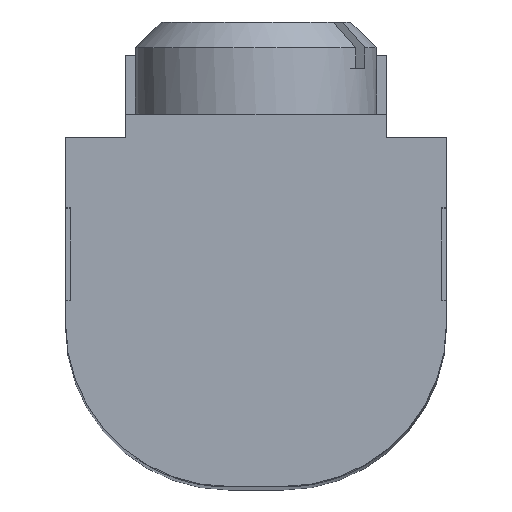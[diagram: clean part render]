
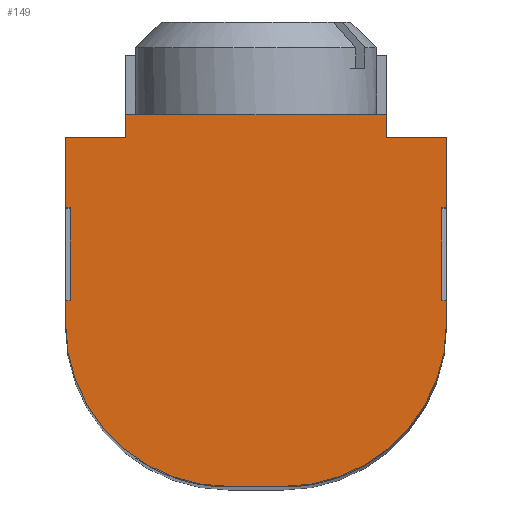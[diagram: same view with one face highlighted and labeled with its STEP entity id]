
A CAD part, top view. The second image highlights one B-rep face of the part: STEP entity #149.
In plain terms, the highlighted planar face has unit normal (0, 0, 1).
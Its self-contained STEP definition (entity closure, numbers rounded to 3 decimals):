
#149 = ADVANCED_FACE( '', ( #221 ), #222, .T. );
#221 = FACE_OUTER_BOUND( '', #327, .T. );
#222 = PLANE( '', #328 );
#327 = EDGE_LOOP( '', ( #525, #526, #527, #528, #529, #530, #531, #532, #533, #534, #535, #536, #537, #538, #539, #540, #541, #542 ) );
#328 = AXIS2_PLACEMENT_3D( '', #543, #544, #545 );
#525 = ORIENTED_EDGE( '', *, *, #850, .F. );
#526 = ORIENTED_EDGE( '', *, *, #851, .T. );
#527 = ORIENTED_EDGE( '', *, *, #852, .T. );
#528 = ORIENTED_EDGE( '', *, *, #853, .T. );
#529 = ORIENTED_EDGE( '', *, *, #836, .T. );
#530 = ORIENTED_EDGE( '', *, *, #854, .T. );
#531 = ORIENTED_EDGE( '', *, *, #855, .T. );
#532 = ORIENTED_EDGE( '', *, *, #856, .T. );
#533 = ORIENTED_EDGE( '', *, *, #857, .F. );
#534 = ORIENTED_EDGE( '', *, *, #858, .F. );
#535 = ORIENTED_EDGE( '', *, *, #859, .F. );
#536 = ORIENTED_EDGE( '', *, *, #860, .T. );
#537 = ORIENTED_EDGE( '', *, *, #861, .T. );
#538 = ORIENTED_EDGE( '', *, *, #862, .T. );
#539 = ORIENTED_EDGE( '', *, *, #863, .T. );
#540 = ORIENTED_EDGE( '', *, *, #864, .T. );
#541 = ORIENTED_EDGE( '', *, *, #865, .F. );
#542 = ORIENTED_EDGE( '', *, *, #866, .F. );
#543 = CARTESIAN_POINT( '', ( -0.3, -0.25, 0. ) );
#544 = DIRECTION( '', ( 0., 0., 1. ) );
#545 = DIRECTION( '', ( 1., 0., 0. ) );
#836 = EDGE_CURVE( '', #999, #997, #1000, .T. );
#850 = EDGE_CURVE( '', #1026, #1027, #1028, .T. );
#851 = EDGE_CURVE( '', #1026, #1029, #1030, .T. );
#852 = EDGE_CURVE( '', #1029, #1031, #1032, .T. );
#853 = EDGE_CURVE( '', #1031, #999, #1033, .T. );
#854 = EDGE_CURVE( '', #997, #1034, #1035, .T. );
#855 = EDGE_CURVE( '', #1034, #1036, #1037, .T. );
#856 = EDGE_CURVE( '', #1036, #1038, #1039, .T. );
#857 = EDGE_CURVE( '', #1040, #1038, #1041, .T. );
#858 = EDGE_CURVE( '', #1042, #1040, #1043, .T. );
#859 = EDGE_CURVE( '', #1044, #1042, #1045, .T. );
#860 = EDGE_CURVE( '', #1044, #1046, #1047, .T. );
#861 = EDGE_CURVE( '', #1046, #1048, #1049, .T. );
#862 = EDGE_CURVE( '', #1048, #1050, #1051, .T. );
#863 = EDGE_CURVE( '', #1050, #1052, #1053, .T. );
#864 = EDGE_CURVE( '', #1052, #1054, #1055, .T. );
#865 = EDGE_CURVE( '', #1056, #1054, #1057, .T. );
#866 = EDGE_CURVE( '', #1027, #1056, #1058, .T. );
#997 = VERTEX_POINT( '', #1263 );
#999 = VERTEX_POINT( '', #1266 );
#1000 = LINE( '', #1267, #1268 );
#1026 = VERTEX_POINT( '', #1303 );
#1027 = VERTEX_POINT( '', #1304 );
#1028 = LINE( '', #1305, #1306 );
#1029 = VERTEX_POINT( '', #1307 );
#1030 = LINE( '', #1308, #1309 );
#1031 = VERTEX_POINT( '', #1310 );
#1032 = LINE( '', #1311, #1312 );
#1033 = LINE( '', #1313, #1314 );
#1034 = VERTEX_POINT( '', #1315 );
#1035 = LINE( '', #1316, #1317 );
#1036 = VERTEX_POINT( '', #1318 );
#1037 = LINE( '', #1319, #1320 );
#1038 = VERTEX_POINT( '', #1321 );
#1039 = LINE( '', #1322, #1323 );
#1040 = VERTEX_POINT( '', #1324 );
#1041 = LINE( '', #1325, #1326 );
#1042 = VERTEX_POINT( '', #1327 );
#1043 = LINE( '', #1328, #1329 );
#1044 = VERTEX_POINT( '', #1330 );
#1045 = LINE( '', #1331, #1332 );
#1046 = VERTEX_POINT( '', #1333 );
#1047 = LINE( '', #1334, #1335 );
#1048 = VERTEX_POINT( '', #1336 );
#1049 = CIRCLE( '', #1337, 1.75 );
#1050 = VERTEX_POINT( '', #1338 );
#1051 = LINE( '', #1339, #1340 );
#1052 = VERTEX_POINT( '', #1341 );
#1053 = CIRCLE( '', #1342, 1.75 );
#1054 = VERTEX_POINT( '', #1343 );
#1055 = LINE( '', #1344, #1345 );
#1056 = VERTEX_POINT( '', #1346 );
#1057 = LINE( '', #1347, #1348 );
#1058 = LINE( '', #1349, #1350 );
#1263 = CARTESIAN_POINT( '', ( -1.4, 2., 0. ) );
#1266 = CARTESIAN_POINT( '', ( 1.4, 2., 0. ) );
#1267 = CARTESIAN_POINT( '', ( -0.3, 2., 0. ) );
#1268 = VECTOR( '', #1558, 1000. );
#1303 = CARTESIAN_POINT( '', ( 2.05, 1., 0. ) );
#1304 = CARTESIAN_POINT( '', ( 2., 1., 0. ) );
#1305 = CARTESIAN_POINT( '', ( 3.5, 1., 0. ) );
#1306 = VECTOR( '', #1580, 1000. );
#1307 = CARTESIAN_POINT( '', ( 2.05, 1.75, 0. ) );
#1308 = CARTESIAN_POINT( '', ( 2.05, -0.25, 0. ) );
#1309 = VECTOR( '', #1581, 1000. );
#1310 = CARTESIAN_POINT( '', ( 1.4, 1.75, 0. ) );
#1311 = CARTESIAN_POINT( '', ( 2.05, 1.75, 0. ) );
#1312 = VECTOR( '', #1582, 1000. );
#1313 = CARTESIAN_POINT( '', ( 1.4, 1.75, 0. ) );
#1314 = VECTOR( '', #1583, 1000. );
#1315 = CARTESIAN_POINT( '', ( -1.4, 1.75, 0. ) );
#1316 = CARTESIAN_POINT( '', ( -1.4, 2.65, 0. ) );
#1317 = VECTOR( '', #1584, 1000. );
#1318 = CARTESIAN_POINT( '', ( -2.05, 1.75, 0. ) );
#1319 = CARTESIAN_POINT( '', ( -1.4, 1.75, 0. ) );
#1320 = VECTOR( '', #1585, 1000. );
#1321 = CARTESIAN_POINT( '', ( -2.05, 1., 0. ) );
#1322 = CARTESIAN_POINT( '', ( -2.05, 1.75, 0. ) );
#1323 = VECTOR( '', #1586, 1000. );
#1324 = CARTESIAN_POINT( '', ( -2., 1., 0. ) );
#1325 = CARTESIAN_POINT( '', ( -2., 1., 0. ) );
#1326 = VECTOR( '', #1587, 1000. );
#1327 = CARTESIAN_POINT( '', ( -2., 0., 0. ) );
#1328 = CARTESIAN_POINT( '', ( -2., 0., 0. ) );
#1329 = VECTOR( '', #1588, 1000. );
#1330 = CARTESIAN_POINT( '', ( -2.05, 0., 0. ) );
#1331 = CARTESIAN_POINT( '', ( -2.5, 0., 0. ) );
#1332 = VECTOR( '', #1589, 1000. );
#1333 = CARTESIAN_POINT( '', ( -2.05, -0.25, 0. ) );
#1334 = CARTESIAN_POINT( '', ( -2.05, 1.75, 0. ) );
#1335 = VECTOR( '', #1590, 1000. );
#1336 = CARTESIAN_POINT( '', ( -0.3, -2., 0. ) );
#1337 = AXIS2_PLACEMENT_3D( '', #1591, #1592, #1593 );
#1338 = CARTESIAN_POINT( '', ( 0.3, -2., 0. ) );
#1339 = CARTESIAN_POINT( '', ( -0.3, -2., 0. ) );
#1340 = VECTOR( '', #1594, 1000. );
#1341 = CARTESIAN_POINT( '', ( 2.05, -0.25, 0. ) );
#1342 = AXIS2_PLACEMENT_3D( '', #1595, #1596, #1597 );
#1343 = CARTESIAN_POINT( '', ( 2.05, 0., 0. ) );
#1344 = CARTESIAN_POINT( '', ( 2.05, -0.25, 0. ) );
#1345 = VECTOR( '', #1598, 1000. );
#1346 = CARTESIAN_POINT( '', ( 2., 0., 0. ) );
#1347 = CARTESIAN_POINT( '', ( 2., 0., 0. ) );
#1348 = VECTOR( '', #1599, 1000. );
#1349 = CARTESIAN_POINT( '', ( 2., 1., 0. ) );
#1350 = VECTOR( '', #1600, 1000. );
#1558 = DIRECTION( '', ( -1., 0., 0. ) );
#1580 = DIRECTION( '', ( -1., 0., 0. ) );
#1581 = DIRECTION( '', ( 0., 1., 0. ) );
#1582 = DIRECTION( '', ( -1., 0., 0. ) );
#1583 = DIRECTION( '', ( 0., 1., 0. ) );
#1584 = DIRECTION( '', ( 0., -1., 0. ) );
#1585 = DIRECTION( '', ( -1., 0., 0. ) );
#1586 = DIRECTION( '', ( 0., -1., 0. ) );
#1587 = DIRECTION( '', ( -1., 0., 0. ) );
#1588 = DIRECTION( '', ( 0., 1., 0. ) );
#1589 = DIRECTION( '', ( 1., 0., 0. ) );
#1590 = DIRECTION( '', ( 0., -1., 0. ) );
#1591 = CARTESIAN_POINT( '', ( -0.3, -0.25, 0. ) );
#1592 = DIRECTION( '', ( 0., 0., 1. ) );
#1593 = DIRECTION( '', ( 1., 0., 0. ) );
#1594 = DIRECTION( '', ( 1., 0., 0. ) );
#1595 = CARTESIAN_POINT( '', ( 0.3, -0.25, 0. ) );
#1596 = DIRECTION( '', ( 0., 0., 1. ) );
#1597 = DIRECTION( '', ( 1., 0., 0. ) );
#1598 = DIRECTION( '', ( 0., 1., 0. ) );
#1599 = DIRECTION( '', ( 1., 0., 0. ) );
#1600 = DIRECTION( '', ( 0., -1., 0. ) );
